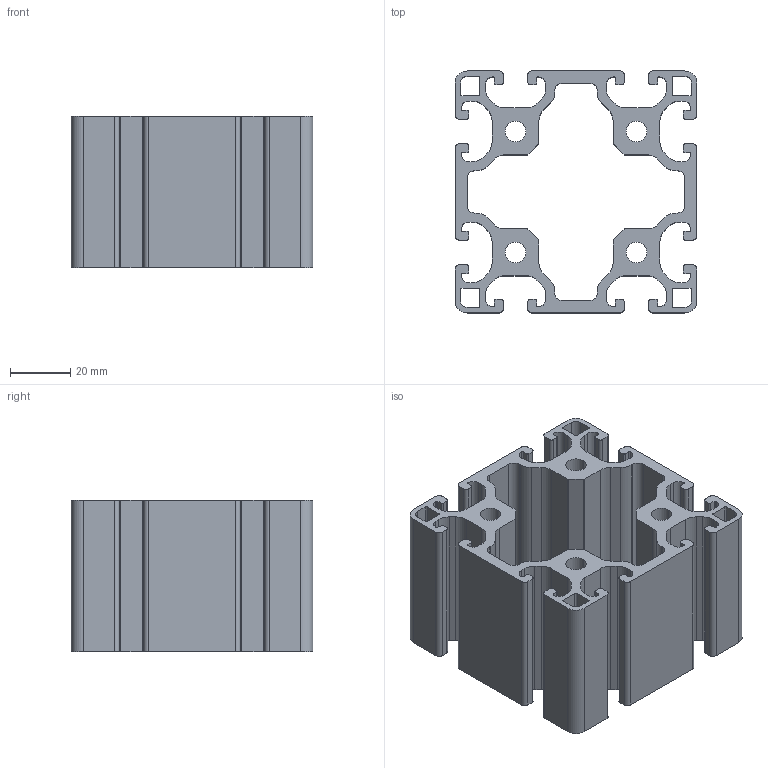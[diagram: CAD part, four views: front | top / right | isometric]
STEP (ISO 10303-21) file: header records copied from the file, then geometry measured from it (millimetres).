
FILE_DESCRIPTION (( 'STEP AP214' ), '1' );
FILE_NAME ('BASE08E0166-Profilé 8 80x80 léger.step', '2023-03-24T09:42:36', ( 'Altae' ), ( '' ), 'SwSTEP 2.0', 'SolidWorks 2021', '' );
FILE_SCHEMA (( 'AUTOMOTIVE_DESIGN' ));
Length unit declared in the file: millimetre
Products named in the file (1): BASE08E0166-Profilé 8 80x80 léger
Bounding box: 80 x 80 x 50 mm (x, y, z)
Volume: 99690.9 mm3; surface area: 59800 mm2
Topology: 1 solids, 1 shells, 338 faces, 1008 edges, 672 vertices
Faces by surface type: cylinder 172, plane 166
Entity records: 11526 total; most frequent: DIRECTION 2030, CARTESIAN_POINT 2019, ORIENTED_EDGE 2016, EDGE_CURVE 1008, AXIS2_PLACEMENT_3D 683, VERTEX_POINT 672, LINE 664, VECTOR 664
